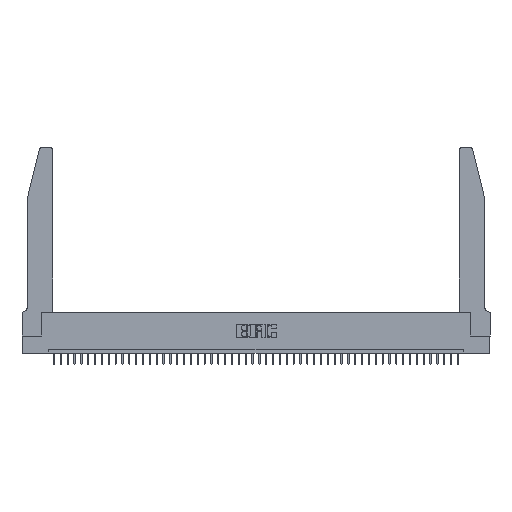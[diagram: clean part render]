
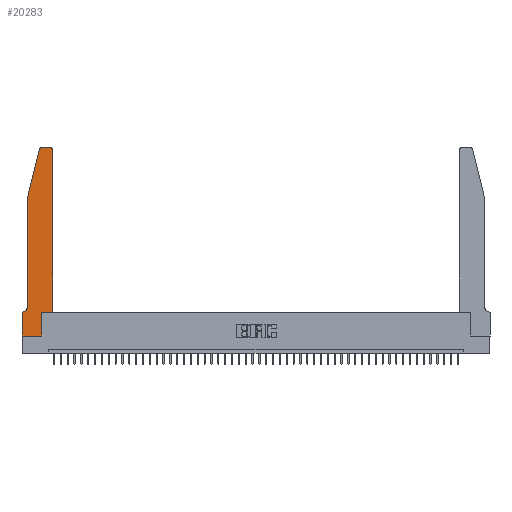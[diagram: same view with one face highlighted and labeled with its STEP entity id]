
A CAD part, top view. The second image highlights one B-rep face of the part: STEP entity #20283.
In plain terms, the highlighted planar face has unit normal (0, 0, 1).
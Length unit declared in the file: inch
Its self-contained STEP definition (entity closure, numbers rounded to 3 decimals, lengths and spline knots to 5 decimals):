
#706 = EDGE_CURVE ( 'NONE', #9021, #15019, #17027, .T. ) ;
#921 = CARTESIAN_POINT ( 'NONE',  ( 0.0755, 2., 0.37 ) ) ;
#957 = EDGE_CURVE ( 'NONE', #23268, #9123, #21574, .T. ) ;
#1229 = VERTEX_POINT ( 'NONE', #42037 ) ;
#1566 = EDGE_CURVE ( 'NONE', #10183, #29021, #25064, .T. ) ;
#2027 = DIRECTION ( 'NONE',  ( 1., 0., 0. ) ) ;
#2104 = VECTOR ( 'NONE', #15814, 39.37008 ) ;
#2389 = DIRECTION ( 'NONE',  ( 1., 0., 0. ) ) ;
#2696 = CARTESIAN_POINT ( 'NONE',  ( 0.4205, 2.75, 0.37 ) ) ;
#2890 = VERTEX_POINT ( 'NONE', #2894 ) ;
#2894 = CARTESIAN_POINT ( 'NONE',  ( 0.4505, 0.35, 0.37 ) ) ;
#4008 = LINE ( 'NONE', #38277, #16645 ) ;
#4658 = ORIENTED_EDGE ( 'NONE', *, *, #4713, .T. ) ;
#4713 = EDGE_CURVE ( 'NONE', #37937, #1229, #46260, .T. ) ;
#4742 = VECTOR ( 'NONE', #13629, 39.37008 ) ;
#5681 = ORIENTED_EDGE ( 'NONE', *, *, #12639, .T. ) ;
#5903 = ORIENTED_EDGE ( 'NONE', *, *, #1566, .T. ) ;
#6719 = VECTOR ( 'NONE', #41257, 39.37008 ) ;
#6948 = CARTESIAN_POINT ( 'NONE',  ( 0.2865, 0.35, 0.37 ) ) ;
#8508 = AXIS2_PLACEMENT_3D ( 'NONE', #42490, #35301, #2389 ) ;
#8993 = VERTEX_POINT ( 'NONE', #32079 ) ;
#9021 = VERTEX_POINT ( 'NONE', #39415 ) ;
#9123 = VERTEX_POINT ( 'NONE', #45792 ) ;
#9186 = VERTEX_POINT ( 'NONE', #2696 ) ;
#10183 = VERTEX_POINT ( 'NONE', #35372 ) ;
#10214 = ORIENTED_EDGE ( 'NONE', *, *, #957, .T. ) ;
#10267 = ORIENTED_EDGE ( 'NONE', *, *, #706, .T. ) ;
#11258 = EDGE_CURVE ( 'NONE', #15019, #37937, #35810, .T. ) ;
#12639 = EDGE_CURVE ( 'NONE', #9123, #8993, #43694, .T. ) ;
#13239 = ORIENTED_EDGE ( 'NONE', *, *, #13798, .T. ) ;
#13447 = VECTOR ( 'NONE', #30493, 39.37008 ) ;
#13629 = DIRECTION ( 'NONE',  ( 1., 0., 0. ) ) ;
#13798 = EDGE_CURVE ( 'NONE', #2890, #30756, #44102, .T. ) ;
#15019 = VERTEX_POINT ( 'NONE', #46342 ) ;
#15094 = CARTESIAN_POINT ( 'NONE',  ( 0.4505, 2.72, 0.37 ) ) ;
#15300 = DIRECTION ( 'NONE',  ( 1., 0., 0. ) ) ;
#15814 = DIRECTION ( 'NONE',  ( 0., -1., 0. ) ) ;
#16317 = EDGE_CURVE ( 'NONE', #29021, #2890, #4008, .T. ) ;
#16645 = VECTOR ( 'NONE', #2027, 39.37008 ) ;
#16862 = PLANE ( 'NONE',  #47324 ) ;
#17027 = CIRCLE ( 'NONE', #8508, 0.03 ) ;
#18690 = ORIENTED_EDGE ( 'NONE', *, *, #26796, .T. ) ;
#18973 = VECTOR ( 'NONE', #21871, 39.37008 ) ;
#19117 = CARTESIAN_POINT ( 'NONE',  ( 0.2605, 2.75, 0.37 ) ) ;
#19189 = DIRECTION ( 'NONE',  ( 0., 0., -1. ) ) ;
#20283 = ADVANCED_FACE ( 'NONE', ( #22034 ), #16862, .T. ) ;
#20845 = CARTESIAN_POINT ( 'NONE',  ( 0.2865, 0.35, 0.37 ) ) ;
#21574 = LINE ( 'NONE', #40765, #42857 ) ;
#21871 = DIRECTION ( 'NONE',  ( 0., -1., 0. ) ) ;
#22034 = FACE_OUTER_BOUND ( 'NONE', #28163, .T. ) ;
#22303 = CARTESIAN_POINT ( 'NONE',  ( 0.4505, 0.35, 0.37 ) ) ;
#23268 = VERTEX_POINT ( 'NONE', #31000 ) ;
#23555 = CARTESIAN_POINT ( 'NONE',  ( 0., 0., 0.37 ) ) ;
#25064 = LINE ( 'NONE', #6948, #27055 ) ;
#25141 = CARTESIAN_POINT ( 'NONE',  ( 0.4205, 2.72, 0.37 ) ) ;
#25500 = CIRCLE ( 'NONE', #40541, 0.07 ) ;
#25868 = CARTESIAN_POINT ( 'NONE',  ( 0.0755, 2., 0.37 ) ) ;
#26133 = DIRECTION ( 'NONE',  ( -1., 0., 0. ) ) ;
#26796 = EDGE_CURVE ( 'NONE', #8993, #10183, #40899, .T. ) ;
#27055 = VECTOR ( 'NONE', #47181, 39.37008 ) ;
#28163 = EDGE_LOOP ( 'NONE', ( #33860, #10267, #43307, #4658, #43877, #10214, #5681, #18690, #5903, #28696, #13239, #47029 ) ) ;
#28696 = ORIENTED_EDGE ( 'NONE', *, *, #16317, .T. ) ;
#28845 = DIRECTION ( 'NONE',  ( 0., 0., 1. ) ) ;
#29021 = VERTEX_POINT ( 'NONE', #20845 ) ;
#29593 = CARTESIAN_POINT ( 'NONE',  ( 0., 0., 0.37 ) ) ;
#30077 = DIRECTION ( 'NONE',  ( 0., 0., 1. ) ) ;
#30190 = LINE ( 'NONE', #19117, #6719 ) ;
#30493 = DIRECTION ( 'NONE',  ( -0.239, -0.971, 0. ) ) ;
#30756 = VERTEX_POINT ( 'NONE', #15094 ) ;
#31000 = CARTESIAN_POINT ( 'NONE',  ( 0.0055, 0.35, 0.37 ) ) ;
#31948 = EDGE_CURVE ( 'NONE', #1229, #23268, #25500, .T. ) ;
#32079 = CARTESIAN_POINT ( 'NONE',  ( 0., 0., 0.37 ) ) ;
#33854 = DIRECTION ( 'NONE',  ( -1., 0., 0. ) ) ;
#33860 = ORIENTED_EDGE ( 'NONE', *, *, #34872, .T. ) ;
#34872 = EDGE_CURVE ( 'NONE', #9186, #9021, #30190, .T. ) ;
#35301 = DIRECTION ( 'NONE',  ( 0., 0., 1. ) ) ;
#35372 = CARTESIAN_POINT ( 'NONE',  ( 0.2865, 0., 0.37 ) ) ;
#35610 = EDGE_CURVE ( 'NONE', #30756, #9186, #46718, .T. ) ;
#35810 = LINE ( 'NONE', #921, #13447 ) ;
#35954 = CARTESIAN_POINT ( 'NONE',  ( 0., 0.35, 0.37 ) ) ;
#36926 = DIRECTION ( 'NONE',  ( 0., 1., 0. ) ) ;
#37937 = VERTEX_POINT ( 'NONE', #25868 ) ;
#38277 = CARTESIAN_POINT ( 'NONE',  ( 0.4505, 0.35, 0.37 ) ) ;
#39415 = CARTESIAN_POINT ( 'NONE',  ( 0.284, 2.75, 0.37 ) ) ;
#39499 = DIRECTION ( 'NONE',  ( 1., 0., 0. ) ) ;
#40541 = AXIS2_PLACEMENT_3D ( 'NONE', #41165, #19189, #26133 ) ;
#40765 = CARTESIAN_POINT ( 'NONE',  ( 0.0755, 0.35, 0.37 ) ) ;
#40899 = LINE ( 'NONE', #23555, #4742 ) ;
#41165 = CARTESIAN_POINT ( 'NONE',  ( 0.0055, 0.42, 0.37 ) ) ;
#41257 = DIRECTION ( 'NONE',  ( -1., 0., 0. ) ) ;
#41967 = CARTESIAN_POINT ( 'NONE',  ( 0.0755, 2., 0.37 ) ) ;
#42037 = CARTESIAN_POINT ( 'NONE',  ( 0.0755, 0.42, 0.37 ) ) ;
#42490 = CARTESIAN_POINT ( 'NONE',  ( 0.284, 2.72, 0.37 ) ) ;
#42555 = AXIS2_PLACEMENT_3D ( 'NONE', #25141, #28845, #15300 ) ;
#42857 = VECTOR ( 'NONE', #33854, 39.37008 ) ;
#43307 = ORIENTED_EDGE ( 'NONE', *, *, #11258, .T. ) ;
#43585 = VECTOR ( 'NONE', #36926, 39.37008 ) ;
#43694 = LINE ( 'NONE', #29593, #18973 ) ;
#43877 = ORIENTED_EDGE ( 'NONE', *, *, #31948, .T. ) ;
#44102 = LINE ( 'NONE', #22303, #43585 ) ;
#45792 = CARTESIAN_POINT ( 'NONE',  ( 0., 0.35, 0.37 ) ) ;
#46260 = LINE ( 'NONE', #41967, #2104 ) ;
#46342 = CARTESIAN_POINT ( 'NONE',  ( 0.25487, 2.72718, 0.37 ) ) ;
#46718 = CIRCLE ( 'NONE', #42555, 0.03 ) ;
#47029 = ORIENTED_EDGE ( 'NONE', *, *, #35610, .T. ) ;
#47181 = DIRECTION ( 'NONE',  ( 0., 1., 0. ) ) ;
#47324 = AXIS2_PLACEMENT_3D ( 'NONE', #35954, #30077, #39499 ) ;
